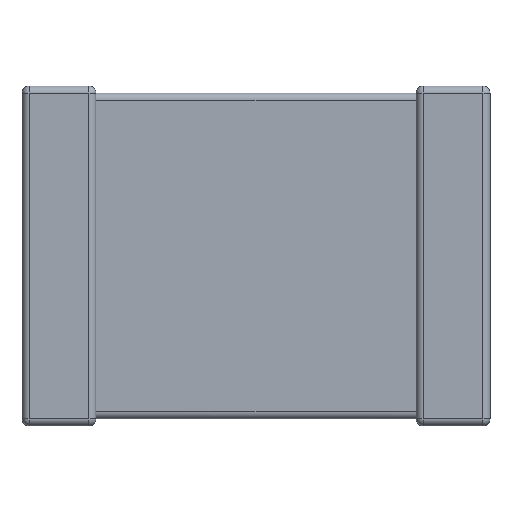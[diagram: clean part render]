
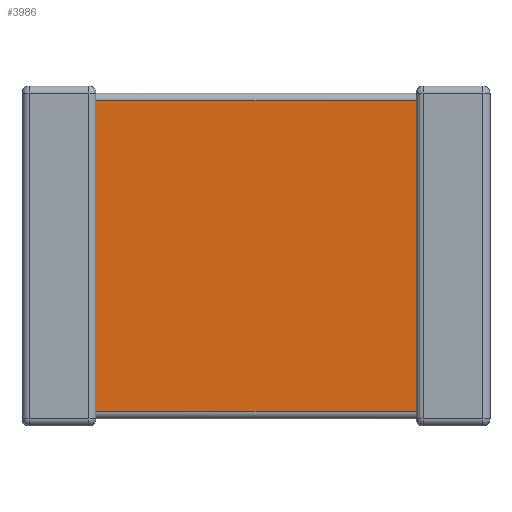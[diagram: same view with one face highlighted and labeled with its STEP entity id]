
A CAD part, front view. The second image highlights one B-rep face of the part: STEP entity #3986.
In plain terms, the highlighted planar face has unit normal (0, -1, 0).
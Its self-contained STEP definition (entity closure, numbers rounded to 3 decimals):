
#142 = EDGE_CURVE ( 'NONE', #2722, #4618, #2349, .T. ) ;
#310 = EDGE_LOOP ( 'NONE', ( #2733, #714, #3122, #2623 ) ) ;
#483 = EDGE_CURVE ( 'NONE', #971, #2360, #4166, .T. ) ;
#528 = DIRECTION ( 'NONE',  ( -1., 0., 0. ) ) ;
#582 = VECTOR ( 'NONE', #2301, 1000. ) ;
#714 = ORIENTED_EDGE ( 'NONE', *, *, #2500, .T. ) ;
#803 = LINE ( 'NONE', #2226, #1850 ) ;
#851 = CARTESIAN_POINT ( 'NONE',  ( 0.75, 0.072, -3.45 ) ) ;
#908 = CARTESIAN_POINT ( 'NONE',  ( 4., 0.072, -3.306 ) ) ;
#921 = CARTESIAN_POINT ( 'NONE',  ( 4., 0.072, -3.45 ) ) ;
#971 = VERTEX_POINT ( 'NONE', #908 ) ;
#983 = FACE_OUTER_BOUND ( 'NONE', #310, .T. ) ;
#1451 = CARTESIAN_POINT ( 'NONE',  ( 0.75, 0.072, -0.144 ) ) ;
#1578 = LINE ( 'NONE', #2583, #4124 ) ;
#1850 = VECTOR ( 'NONE', #1969, 1000. ) ;
#1969 = DIRECTION ( 'NONE',  ( 1., 0., 0. ) ) ;
#2226 = CARTESIAN_POINT ( 'NONE',  ( 4., 0.072, -3.306 ) ) ;
#2301 = DIRECTION ( 'NONE',  ( 0., 0., 1. ) ) ;
#2326 = VECTOR ( 'NONE', #2699, 1000. ) ;
#2349 = LINE ( 'NONE', #851, #582 ) ;
#2360 = VERTEX_POINT ( 'NONE', #3916 ) ;
#2437 = EDGE_CURVE ( 'NONE', #2360, #4618, #1578, .T. ) ;
#2500 = EDGE_CURVE ( 'NONE', #2722, #971, #803, .T. ) ;
#2583 = CARTESIAN_POINT ( 'NONE',  ( 0.75, 0.072, -0.144 ) ) ;
#2623 = ORIENTED_EDGE ( 'NONE', *, *, #2437, .T. ) ;
#2699 = DIRECTION ( 'NONE',  ( 0., 0., 1. ) ) ;
#2722 = VERTEX_POINT ( 'NONE', #4036 ) ;
#2733 = ORIENTED_EDGE ( 'NONE', *, *, #142, .F. ) ;
#3122 = ORIENTED_EDGE ( 'NONE', *, *, #483, .T. ) ;
#3181 = DIRECTION ( 'NONE',  ( 0., 0., -1. ) ) ;
#3875 = PLANE ( 'NONE',  #4438 ) ;
#3916 = CARTESIAN_POINT ( 'NONE',  ( 4., 0.072, -0.144 ) ) ;
#3925 = DIRECTION ( 'NONE',  ( 0., -1., 0. ) ) ;
#3986 = ADVANCED_FACE ( 'NONE', ( #983 ), #3875, .T. ) ;
#4036 = CARTESIAN_POINT ( 'NONE',  ( 0.75, 0.072, -3.306 ) ) ;
#4124 = VECTOR ( 'NONE', #528, 1000. ) ;
#4166 = LINE ( 'NONE', #921, #2326 ) ;
#4438 = AXIS2_PLACEMENT_3D ( 'NONE', #4601, #3925, #3181 ) ;
#4601 = CARTESIAN_POINT ( 'NONE',  ( 0.75, 0.072, -3.45 ) ) ;
#4618 = VERTEX_POINT ( 'NONE', #1451 ) ;
